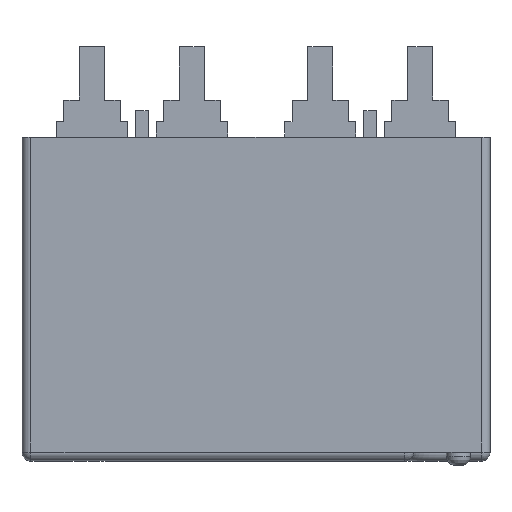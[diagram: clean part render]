
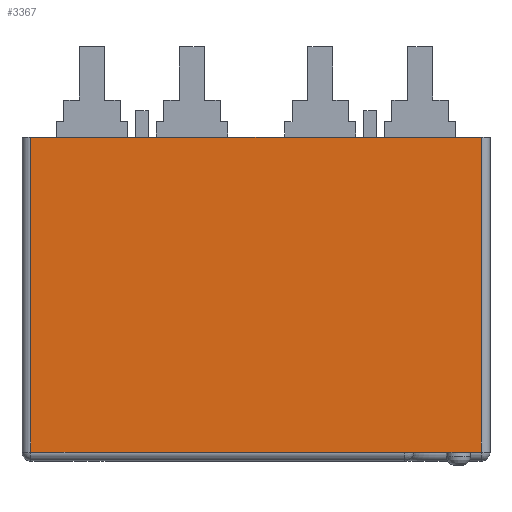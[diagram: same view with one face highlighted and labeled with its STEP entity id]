
A CAD part, top view. The second image highlights one B-rep face of the part: STEP entity #3367.
In plain terms, the highlighted planar face has unit normal (0, 0, 1).
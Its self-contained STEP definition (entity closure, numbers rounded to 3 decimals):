
#35=PLANE('',#3613);
#245=LINE('',#4853,#660);
#248=LINE('',#4860,#663);
#257=LINE('',#4919,#672);
#269=LINE('',#4953,#684);
#270=LINE('',#4955,#685);
#660=VECTOR('',#3907,52.5);
#663=VECTOR('',#3916,10.);
#672=VECTOR('',#3987,10.);
#684=VECTOR('',#4029,10.);
#685=VECTOR('',#4032,10.);
#1056=FACE_OUTER_BOUND('',#1236,.T.);
#1236=EDGE_LOOP('',(#2416,#2417,#2418,#2419,#2420));
#1518=VERTEX_POINT('',#4850);
#1519=VERTEX_POINT('',#4852);
#1520=VERTEX_POINT('',#4858);
#1530=VERTEX_POINT('',#4887);
#1539=VERTEX_POINT('',#4912);
#1839=EDGE_CURVE('',#1518,#1519,#245,.T.);
#1844=EDGE_CURVE('',#1519,#1520,#248,.T.);
#1873=EDGE_CURVE('',#1539,#1530,#257,.T.);
#1892=EDGE_CURVE('',#1530,#1518,#269,.T.);
#1893=EDGE_CURVE('',#1539,#1520,#270,.T.);
#2416=ORIENTED_EDGE('',*,*,#1844,.F.);
#2417=ORIENTED_EDGE('',*,*,#1839,.F.);
#2418=ORIENTED_EDGE('',*,*,#1892,.F.);
#2419=ORIENTED_EDGE('',*,*,#1873,.F.);
#2420=ORIENTED_EDGE('',*,*,#1893,.T.);
#3367=ADVANCED_FACE('',(#1056),#35,.F.);
#3613=AXIS2_PLACEMENT_3D('',#4954,#4030,#4031);
#3907=DIRECTION('',(1.,0.,0.));
#3916=DIRECTION('',(0.,-1.,0.));
#3987=DIRECTION('',(-1.,0.,0.));
#4029=DIRECTION('',(0.,1.,0.));
#4030=DIRECTION('center_axis',(0.,0.,-1.));
#4031=DIRECTION('ref_axis',(-1.,0.,0.));
#4032=DIRECTION('',(1.,0.,0.));
#4850=CARTESIAN_POINT('',(-25.25,36.8,17.75));
#4852=CARTESIAN_POINT('',(25.25,36.8,17.75));
#4853=CARTESIAN_POINT('',(-26.25,36.8,17.75));
#4858=CARTESIAN_POINT('',(25.25,1.5,17.75));
#4860=CARTESIAN_POINT('',(25.25,36.8,17.75));
#4887=CARTESIAN_POINT('',(-25.25,1.5,17.75));
#4912=CARTESIAN_POINT('',(16.7,1.5,17.75));
#4919=CARTESIAN_POINT('',(-26.25,1.5,17.75));
#4953=CARTESIAN_POINT('',(-25.25,36.8,17.75));
#4954=CARTESIAN_POINT('Origin',(-26.25,36.8,17.75));
#4955=CARTESIAN_POINT('',(-1.874,1.5,17.75));
